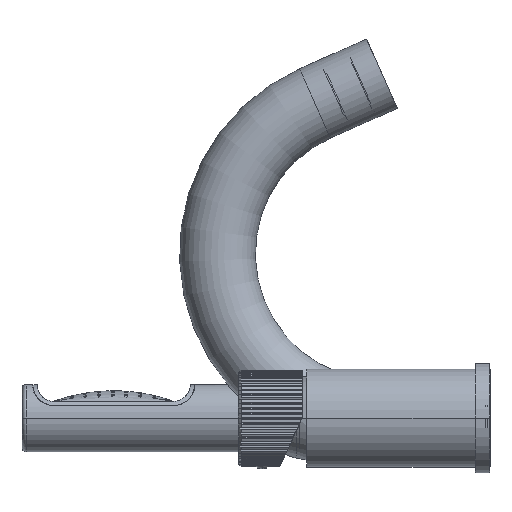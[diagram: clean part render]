
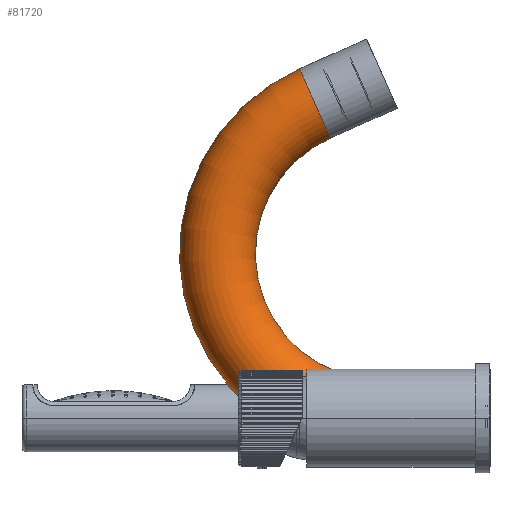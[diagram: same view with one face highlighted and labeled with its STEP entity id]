
A CAD part, left-side view. The second image highlights one B-rep face of the part: STEP entity #81720.
In plain terms, the highlighted toroidal (fillet/blend) face has major radius 78 mm and minor radius 18 mm.
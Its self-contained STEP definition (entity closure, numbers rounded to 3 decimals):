
#64750=CARTESIAN_POINT('',(150.,76.025,149.257));
#64751=DIRECTION('',(0.,-0.914,0.407));
#64752=DIRECTION('',(0.,0.407,0.914));
#64753=AXIS2_PLACEMENT_3D('',#64750,#64751,#64752);
#64755=CARTESIAN_POINT('',(150.,44.3,0.));
#64756=DIRECTION('',(0.,1.,0.));
#64757=DIRECTION('',(0.,0.,-1.));
#64758=AXIS2_PLACEMENT_3D('',#64755,#64756,#64757);
#64760=CARTESIAN_POINT('',(150.,44.3,78.));
#64761=DIRECTION('',(1.,0.,0.));
#64762=DIRECTION('',(0.,0.,-1.));
#64763=AXIS2_PLACEMENT_3D('',#64760,#64761,#64762);
#72524=CARTESIAN_POINT('',(150.,44.3,78.));
#72525=DIRECTION('',(1.,0.,0.));
#72526=DIRECTION('',(0.,0.,-1.));
#72527=AXIS2_PLACEMENT_3D('',#72524,#72525,#72526);
#75175=CARTESIAN_POINT('',(150.,44.3,18.));
#75176=CARTESIAN_POINT('',(150.,44.3,-18.));
#75177=VERTEX_POINT('',#75175);
#75178=VERTEX_POINT('',#75176);
#75183=CARTESIAN_POINT('',(150.,68.704,132.813));
#75184=CARTESIAN_POINT('',(150.,83.347,165.7));
#75185=VERTEX_POINT('',#75183);
#75186=VERTEX_POINT('',#75184);
#81706=CARTESIAN_POINT('',(150.,44.3,78.));
#81707=DIRECTION('',(1.,0.,0.));
#81708=DIRECTION('',(0.,0.,1.));
#81709=AXIS2_PLACEMENT_3D('',#81706,#81707,#81708);
#81710=TOROIDAL_SURFACE('',#81709,78.,18.);
#81712=ORIENTED_EDGE('',*,*,#81711,.F.);
#81714=ORIENTED_EDGE('',*,*,#81713,.T.);
#81715=ORIENTED_EDGE('',*,*,#81694,.T.);
#81717=ORIENTED_EDGE('',*,*,#81716,.F.);
#81718=EDGE_LOOP('',(#81712,#81714,#81715,#81717));
#81719=FACE_OUTER_BOUND('',#81718,.F.);
#81720=ADVANCED_FACE('',(#81719),#81710,.T.);
#64754=CIRCLE('',#64753,18.);
#64759=CIRCLE('',#64758,18.);
#64764=CIRCLE('',#64763,96.);
#72528=CIRCLE('',#72527,60.);
#81694=EDGE_CURVE('',#75186,#75185,#64754,.T.);
#81711=EDGE_CURVE('',#75178,#75177,#64759,.T.);
#81713=EDGE_CURVE('',#75178,#75186,#64764,.T.);
#81716=EDGE_CURVE('',#75177,#75185,#72528,.T.);
